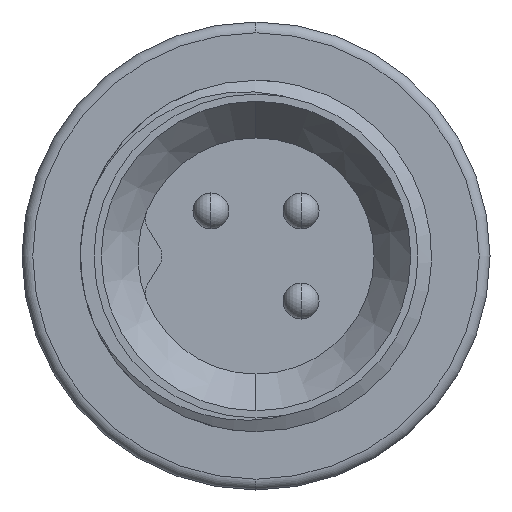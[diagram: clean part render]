
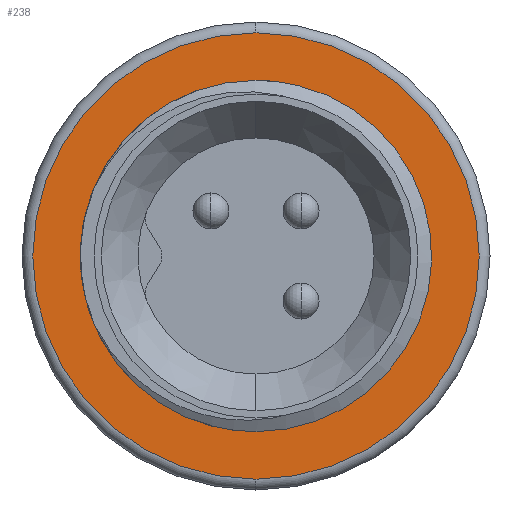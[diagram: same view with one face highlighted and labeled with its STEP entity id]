
A CAD part, left-side view. The second image highlights one B-rep face of the part: STEP entity #238.
In plain terms, the highlighted planar face has unit normal (-1, 0, 0).
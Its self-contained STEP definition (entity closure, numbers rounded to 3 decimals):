
#13 = CARTESIAN_POINT ( 'NONE',  ( 3.6, -0.183, 2.433 ) ) ;
#19 = CARTESIAN_POINT ( 'NONE',  ( 3.6, 0.848, -1.992 ) ) ;
#20 = AXIS2_PLACEMENT_3D ( 'NONE', #2028, #86, #2479 ) ;
#61 = CARTESIAN_POINT ( 'NONE',  ( 3.6, -1.535, 1.796 ) ) ;
#86 = DIRECTION ( 'NONE',  ( -1., 0., 0. ) ) ;
#140 = EDGE_CURVE ( 'NONE', #4285, #3182, #2627, .T. ) ;
#238 = ADVANCED_FACE ( 'NONE', ( #3345, #3755 ), #4885, .F. ) ;
#282 = CARTESIAN_POINT ( 'NONE',  ( 3.6, 1.168, -1.855 ) ) ;
#289 = CARTESIAN_POINT ( 'NONE',  ( 3.6, 0.976, -1.937 ) ) ;
#299 = VERTEX_POINT ( 'NONE', #1969 ) ;
#307 = CARTESIAN_POINT ( 'NONE',  ( 3.6, 0., 0. ) ) ;
#359 = CARTESIAN_POINT ( 'NONE',  ( 3.6, -0.526, -2.072 ) ) ;
#377 = CARTESIAN_POINT ( 'NONE',  ( 3.6, -1.785, 1.514 ) ) ;
#689 = EDGE_CURVE ( 'NONE', #3187, #4050, #4882, .T. ) ;
#719 = CIRCLE ( 'NONE', #1361, 2.44 ) ;
#767 = ORIENTED_EDGE ( 'NONE', *, *, #1822, .T. ) ;
#780 = CARTESIAN_POINT ( 'NONE',  ( 3.6, 0.31, -2.125 ) ) ;
#793 = VERTEX_POINT ( 'NONE', #2336 ) ;
#841 = CARTESIAN_POINT ( 'NONE',  ( 3.6, 0., -3.1 ) ) ;
#1000 = DIRECTION ( 'NONE',  ( 1., 0., 0. ) ) ;
#1024 = EDGE_CURVE ( 'NONE', #4285, #1215, #1034, .T. ) ;
#1034 = LINE ( 'NONE', #4122, #2559 ) ;
#1065 = CARTESIAN_POINT ( 'NONE',  ( 3.6, 1.343, -1.746 ) ) ;
#1087 = CARTESIAN_POINT ( 'NONE',  ( 3.6, -1.281, -1.717 ) ) ;
#1124 = CARTESIAN_POINT ( 'NONE',  ( 3.6, -1.392, 1.922 ) ) ;
#1153 = CARTESIAN_POINT ( 'NONE',  ( 3.6, -1.858, -1.11 ) ) ;
#1174 = CARTESIAN_POINT ( 'NONE',  ( 3.6, -0.555, 2.361 ) ) ;
#1179 = CARTESIAN_POINT ( 'NONE',  ( 3.6, 0.976, -1.937 ) ) ;
#1215 = VERTEX_POINT ( 'NONE', #4954 ) ;
#1222 = CARTESIAN_POINT ( 'NONE',  ( 3.6, -0.911, 2.224 ) ) ;
#1264 = CARTESIAN_POINT ( 'NONE',  ( 3.6, 0., 0. ) ) ;
#1276 = AXIS2_PLACEMENT_3D ( 'NONE', #4516, #2264, #3466 ) ;
#1292 = EDGE_CURVE ( 'NONE', #3182, #299, #719, .T. ) ;
#1361 = AXIS2_PLACEMENT_3D ( 'NONE', #1264, #1665, #2469 ) ;
#1426 = CARTESIAN_POINT ( 'NONE',  ( 3.6, 0., 0. ) ) ;
#1447 = DIRECTION ( 'NONE',  ( 0., 0., -1. ) ) ;
#1528 = CARTESIAN_POINT ( 'NONE',  ( 3.6, -2.104, -0.65 ) ) ;
#1534 = CARTESIAN_POINT ( 'NONE',  ( 3.6, -0.39, -2.102 ) ) ;
#1553 = CARTESIAN_POINT ( 'NONE',  ( 3.6, -2.029, -0.825 ) ) ;
#1665 = DIRECTION ( 'NONE',  ( 1., 0., 0. ) ) ;
#1822 = EDGE_CURVE ( 'NONE', #4050, #1215, #4742, .T. ) ;
#1827 = DIRECTION ( 'NONE',  ( 0., 0., -1. ) ) ;
#1863 = CARTESIAN_POINT ( 'NONE',  ( 3.6, 0.976, -1.937 ) ) ;
#1969 = CARTESIAN_POINT ( 'NONE',  ( 3.6, -0.183, 2.433 ) ) ;
#2002 = CARTESIAN_POINT ( 'NONE',  ( 3.6, -1.894, 1.355 ) ) ;
#2028 = CARTESIAN_POINT ( 'NONE',  ( 3.6, 0., 0. ) ) ;
#2064 = EDGE_CURVE ( 'NONE', #793, #2920, #2803, .T. ) ;
#2112 = ORIENTED_EDGE ( 'NONE', *, *, #1024, .F. ) ;
#2174 = CIRCLE ( 'NONE', #20, 3.1 ) ;
#2208 = ORIENTED_EDGE ( 'NONE', *, *, #2064, .T. ) ;
#2264 = DIRECTION ( 'NONE',  ( -1., 0., 0. ) ) ;
#2308 = AXIS2_PLACEMENT_3D ( 'NONE', #307, #1000, #1447 ) ;
#2321 = ORIENTED_EDGE ( 'NONE', *, *, #140, .T. ) ;
#2336 = CARTESIAN_POINT ( 'NONE',  ( 3.6, 0., 3.1 ) ) ;
#2351 = CARTESIAN_POINT ( 'NONE',  ( 3.6, -2.235, -0.096 ) ) ;
#2469 = DIRECTION ( 'NONE',  ( 0., 0., -1. ) ) ;
#2479 = DIRECTION ( 'NONE',  ( 0., 0., -1. ) ) ;
#2488 = EDGE_CURVE ( 'NONE', #299, #3187, #3235, .T. ) ;
#2534 = EDGE_LOOP ( 'NONE', ( #2112, #2321, #3636, #4527, #4810, #767 ) ) ;
#2559 = VECTOR ( 'NONE', #2588, 1000. ) ;
#2588 = DIRECTION ( 'NONE',  ( 0., -1., 0. ) ) ;
#2590 = CARTESIAN_POINT ( 'NONE',  ( 3.6, 2.04, -0.991 ) ) ;
#2613 = CARTESIAN_POINT ( 'NONE',  ( 3.6, -1.777, -1.226 ) ) ;
#2627 = CIRCLE ( 'NONE', #2308, 2.44 ) ;
#2631 = CARTESIAN_POINT ( 'NONE',  ( 3.6, -1.497, -1.539 ) ) ;
#2651 = CARTESIAN_POINT ( 'NONE',  ( 3.6, -2.207, -0.287 ) ) ;
#2683 = CARTESIAN_POINT ( 'NONE',  ( 3.6, -0.113, -2.138 ) ) ;
#2702 = CARTESIAN_POINT ( 'NONE',  ( 3.6, -2.154, 0.851 ) ) ;
#2803 = CIRCLE ( 'NONE', #1276, 3.1 ) ;
#2920 = VERTEX_POINT ( 'NONE', #841 ) ;
#2962 = DIRECTION ( 'NONE',  ( 1., 0., 0. ) ) ;
#3027 = CARTESIAN_POINT ( 'NONE',  ( 3.6, -1.931, -0.989 ) ) ;
#3074 = CARTESIAN_POINT ( 'NONE',  ( 3.6, 0.718, -2.037 ) ) ;
#3095 = CARTESIAN_POINT ( 'NONE',  ( 3.6, -0.922, -1.93 ) ) ;
#3182 = VERTEX_POINT ( 'NONE', #4312 ) ;
#3187 = VERTEX_POINT ( 'NONE', #4021 ) ;
#3235 = B_SPLINE_CURVE_WITH_KNOTS ( 'NONE', 3,
 ( #13, #3850, #1174, #1222, #4602, #1124, #61, #377, #2002, #2702, #3549, #2351, #2651, #1528, #1553, #4206 ),
 .UNSPECIFIED., .F., .F.,
 ( 4, 2, 2, 2, 2, 2, 2, 4 ),
 ( 0., 0.001, 0.001, 0.002, 0.003, 0.004, 0.004, 0.005 ),
 .UNSPECIFIED. ) ;
#3294 = AXIS2_PLACEMENT_3D ( 'NONE', #1426, #2962, #1827 ) ;
#3311 = CARTESIAN_POINT ( 'NONE',  ( 3.6, 2.44, 0. ) ) ;
#3312 = CARTESIAN_POINT ( 'NONE',  ( 3.6, 1.663, -1.484 ) ) ;
#3345 = FACE_OUTER_BOUND ( 'NONE', #4158, .T. ) ;
#3401 = CARTESIAN_POINT ( 'NONE',  ( 3.6, 1.805, -1.33 ) ) ;
#3453 = CARTESIAN_POINT ( 'NONE',  ( 3.6, -1.166, -1.795 ) ) ;
#3466 = DIRECTION ( 'NONE',  ( 0., 0., -1. ) ) ;
#3549 = CARTESIAN_POINT ( 'NONE',  ( 3.6, -2.244, 0.471 ) ) ;
#3612 = EDGE_CURVE ( 'NONE', #2920, #793, #2174, .T. ) ;
#3636 = ORIENTED_EDGE ( 'NONE', *, *, #1292, .T. ) ;
#3699 = CARTESIAN_POINT ( 'NONE',  ( 3.6, 2.31, -0.208 ) ) ;
#3755 = FACE_BOUND ( 'NONE', #2534, .T. ) ;
#3787 = CARTESIAN_POINT ( 'NONE',  ( 3.6, 2.321, 0. ) ) ;
#3850 = CARTESIAN_POINT ( 'NONE',  ( 3.6, -0.37, 2.408 ) ) ;
#4021 = CARTESIAN_POINT ( 'NONE',  ( 3.6, -1.931, -0.989 ) ) ;
#4050 = VERTEX_POINT ( 'NONE', #289 ) ;
#4122 = CARTESIAN_POINT ( 'NONE',  ( 3.6, 2.133, 0. ) ) ;
#4158 = EDGE_LOOP ( 'NONE', ( #4864, #2208 ) ) ;
#4170 = CARTESIAN_POINT ( 'NONE',  ( 3.6, 0.029, -2.142 ) ) ;
#4206 = CARTESIAN_POINT ( 'NONE',  ( 3.6, -1.931, -0.989 ) ) ;
#4285 = VERTEX_POINT ( 'NONE', #3311 ) ;
#4312 = CARTESIAN_POINT ( 'NONE',  ( 3.6, 0., 2.44 ) ) ;
#4516 = CARTESIAN_POINT ( 'NONE',  ( 3.6, 0., 0. ) ) ;
#4527 = ORIENTED_EDGE ( 'NONE', *, *, #2488, .T. ) ;
#4535 = CARTESIAN_POINT ( 'NONE',  ( 3.6, 2.269, -0.414 ) ) ;
#4557 = CARTESIAN_POINT ( 'NONE',  ( 3.6, 0.449, -2.104 ) ) ;
#4602 = CARTESIAN_POINT ( 'NONE',  ( 3.6, -1.078, 2.137 ) ) ;
#4609 = CARTESIAN_POINT ( 'NONE',  ( 3.6, -0.791, -1.986 ) ) ;
#4634 = CARTESIAN_POINT ( 'NONE',  ( 3.6, -1.597, -1.44 ) ) ;
#4742 = B_SPLINE_CURVE_WITH_KNOTS ( 'NONE', 3,
 ( #1863, #282, #1065, #3312, #3401, #2590, #4897, #4535, #3699, #3787 ),
 .UNSPECIFIED., .F., .F.,
 ( 4, 2, 2, 2, 4 ),
 ( 0., 0.001, 0.001, 0.002, 0.002 ),
 .UNSPECIFIED. ) ;
#4810 = ORIENTED_EDGE ( 'NONE', *, *, #689, .T. ) ;
#4864 = ORIENTED_EDGE ( 'NONE', *, *, #3612, .T. ) ;
#4882 = B_SPLINE_CURVE_WITH_KNOTS ( 'NONE', 3,
 ( #3027, #1153, #2613, #4634, #2631, #1087, #3453, #3095, #4609, #359, #1534, #2683, #4170, #780, #4557, #3074, #19, #1179 ),
 .UNSPECIFIED., .F., .F.,
 ( 4, 2, 2, 2, 2, 2, 2, 2, 4 ),
 ( 0., 0., 0.001, 0.001, 0.002, 0.002, 0.003, 0.003, 0.003 ),
 .UNSPECIFIED. ) ;
#4885 = PLANE ( 'NONE',  #3294 ) ;
#4897 = CARTESIAN_POINT ( 'NONE',  ( 3.6, 2.136, -0.803 ) ) ;
#4954 = CARTESIAN_POINT ( 'NONE',  ( 3.6, 2.321, 0. ) ) ;
